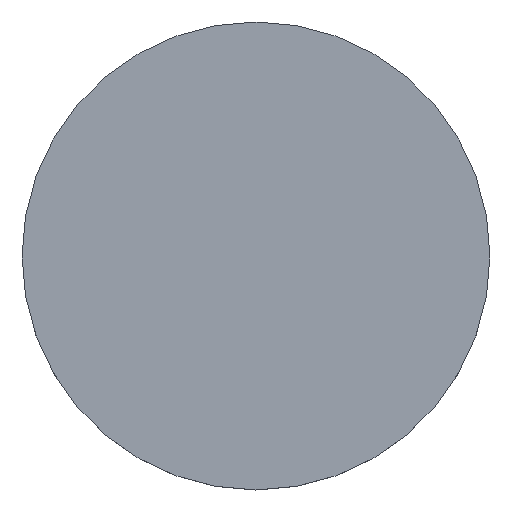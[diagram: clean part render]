
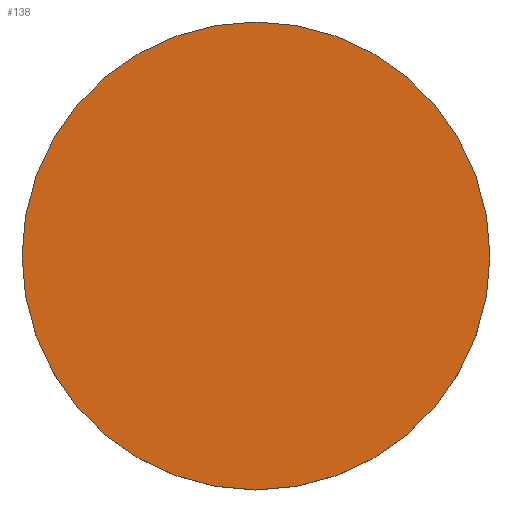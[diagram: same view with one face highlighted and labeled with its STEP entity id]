
A CAD part, top view. The second image highlights one B-rep face of the part: STEP entity #138.
In plain terms, the highlighted planar face has unit normal (0, 0, 1).
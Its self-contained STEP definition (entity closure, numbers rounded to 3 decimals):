
#2 = EDGE_LOOP ( 'NONE', ( #199, #6 ) ) ;
#6 = ORIENTED_EDGE ( 'NONE', *, *, #41, .F. ) ;
#15 = AXIS2_PLACEMENT_3D ( 'NONE', #169, #98, #136 ) ;
#30 = CARTESIAN_POINT ( 'NONE',  ( 0., 77.928, 12.7 ) ) ;
#36 = DIRECTION ( 'NONE',  ( 1., 0., 0. ) ) ;
#37 = EDGE_CURVE ( 'NONE', #124, #171, #145, .T. ) ;
#41 = EDGE_CURVE ( 'NONE', #171, #124, #95, .T. ) ;
#60 = FACE_OUTER_BOUND ( 'NONE', #2, .T. ) ;
#61 = AXIS2_PLACEMENT_3D ( 'NONE', #30, #109, #36 ) ;
#69 = PLANE ( 'NONE',  #61 ) ;
#86 = AXIS2_PLACEMENT_3D ( 'NONE', #115, #226, #224 ) ;
#95 = CIRCLE ( 'NONE', #86, 38.1 ) ;
#98 = DIRECTION ( 'NONE',  ( 0., 0., -1. ) ) ;
#109 = DIRECTION ( 'NONE',  ( 0., 0., 1. ) ) ;
#115 = CARTESIAN_POINT ( 'NONE',  ( 0., 0., 12.7 ) ) ;
#124 = VERTEX_POINT ( 'NONE', #160 ) ;
#136 = DIRECTION ( 'NONE',  ( 1., 0., 0. ) ) ;
#138 = ADVANCED_FACE ( 'NONE', ( #60 ), #69, .T. ) ;
#145 = CIRCLE ( 'NONE', #15, 38.1 ) ;
#160 = CARTESIAN_POINT ( 'NONE',  ( 38.1, 0., 12.7 ) ) ;
#169 = CARTESIAN_POINT ( 'NONE',  ( 0., 0., 12.7 ) ) ;
#171 = VERTEX_POINT ( 'NONE', #205 ) ;
#199 = ORIENTED_EDGE ( 'NONE', *, *, #37, .F. ) ;
#205 = CARTESIAN_POINT ( 'NONE',  ( -38.1, 0., 12.7 ) ) ;
#224 = DIRECTION ( 'NONE',  ( 1., 0., 0. ) ) ;
#226 = DIRECTION ( 'NONE',  ( 0., 0., -1. ) ) ;
